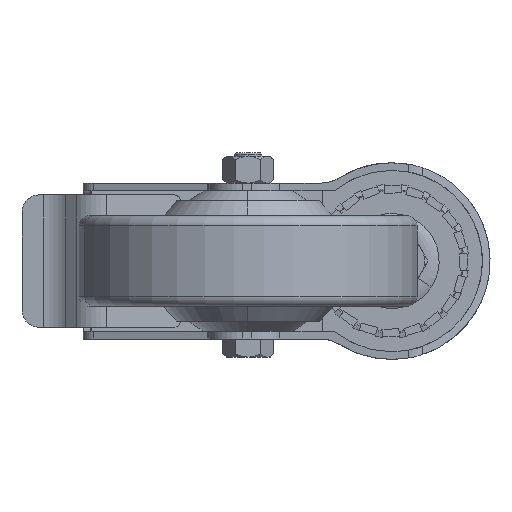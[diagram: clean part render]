
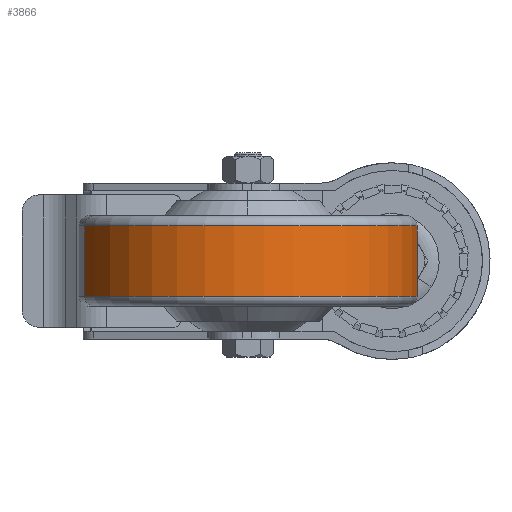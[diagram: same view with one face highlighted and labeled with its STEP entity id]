
A CAD part, front view. The second image highlights one B-rep face of the part: STEP entity #3866.
In plain terms, the highlighted cylindrical face has radius 50 mm (diameter 100 mm), a partial arc.
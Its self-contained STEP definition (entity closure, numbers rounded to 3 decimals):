
#94 = CIRCLE ( 'NONE', #798, 50. ) ;
#144 = LINE ( 'NONE', #2196, #2227 ) ;
#254 = VECTOR ( 'NONE', #3693, 1000. ) ;
#466 = LINE ( 'NONE', #12774, #254 ) ;
#757 = CIRCLE ( 'NONE', #5677, 50. ) ;
#798 = AXIS2_PLACEMENT_3D ( 'NONE', #4883, #12790, #2743 ) ;
#1044 = DIRECTION ( 'NONE',  ( -1., 0., 0. ) ) ;
#1206 = CARTESIAN_POINT ( 'NONE',  ( -50., 0., 10.35 ) ) ;
#1224 = CARTESIAN_POINT ( 'NONE',  ( 50., 0., -10.35 ) ) ;
#1552 = VERTEX_POINT ( 'NONE', #1206 ) ;
#1885 = ORIENTED_EDGE ( 'NONE', *, *, #12877, .F. ) ;
#2196 = CARTESIAN_POINT ( 'NONE',  ( -50., 0., 13.35 ) ) ;
#2227 = VECTOR ( 'NONE', #11362, 1000. ) ;
#2288 = AXIS2_PLACEMENT_3D ( 'NONE', #4420, #8672, #1044 ) ;
#2446 = VERTEX_POINT ( 'NONE', #1224 ) ;
#2569 = EDGE_CURVE ( 'NONE', #2446, #3874, #94, .T. ) ;
#2635 = VERTEX_POINT ( 'NONE', #7090 ) ;
#2743 = DIRECTION ( 'NONE',  ( 1., 0., 0. ) ) ;
#3262 = CARTESIAN_POINT ( 'NONE',  ( 0., 0., 10.35 ) ) ;
#3336 = DIRECTION ( 'NONE',  ( 1., 0., 0. ) ) ;
#3581 = EDGE_CURVE ( 'NONE', #1552, #2635, #757, .T. ) ;
#3693 = DIRECTION ( 'NONE',  ( 0., 0., -1. ) ) ;
#3866 = ADVANCED_FACE ( 'NONE', ( #11156 ), #6625, .T. ) ;
#3874 = VERTEX_POINT ( 'NONE', #5379 ) ;
#4283 = ORIENTED_EDGE ( 'NONE', *, *, #10029, .T. ) ;
#4365 = DIRECTION ( 'NONE',  ( 0., 0., -1. ) ) ;
#4420 = CARTESIAN_POINT ( 'NONE',  ( 0., 0., 13.35 ) ) ;
#4883 = CARTESIAN_POINT ( 'NONE',  ( 0., 0., -10.35 ) ) ;
#5379 = CARTESIAN_POINT ( 'NONE',  ( -50., 0., -10.35 ) ) ;
#5677 = AXIS2_PLACEMENT_3D ( 'NONE', #3262, #4365, #3336 ) ;
#6625 = CYLINDRICAL_SURFACE ( 'NONE', #2288, 50. ) ;
#7090 = CARTESIAN_POINT ( 'NONE',  ( 50., 0., 10.35 ) ) ;
#8672 = DIRECTION ( 'NONE',  ( 0., 0., -1. ) ) ;
#10029 = EDGE_CURVE ( 'NONE', #2635, #2446, #466, .T. ) ;
#11156 = FACE_OUTER_BOUND ( 'NONE', #12725, .T. ) ;
#11362 = DIRECTION ( 'NONE',  ( 0., 0., -1. ) ) ;
#12334 = ORIENTED_EDGE ( 'NONE', *, *, #2569, .T. ) ;
#12725 = EDGE_LOOP ( 'NONE', ( #12831, #4283, #12334, #1885 ) ) ;
#12774 = CARTESIAN_POINT ( 'NONE',  ( 50., 0., 13.35 ) ) ;
#12790 = DIRECTION ( 'NONE',  ( 0., 0., 1. ) ) ;
#12831 = ORIENTED_EDGE ( 'NONE', *, *, #3581, .T. ) ;
#12877 = EDGE_CURVE ( 'NONE', #1552, #3874, #144, .T. ) ;
